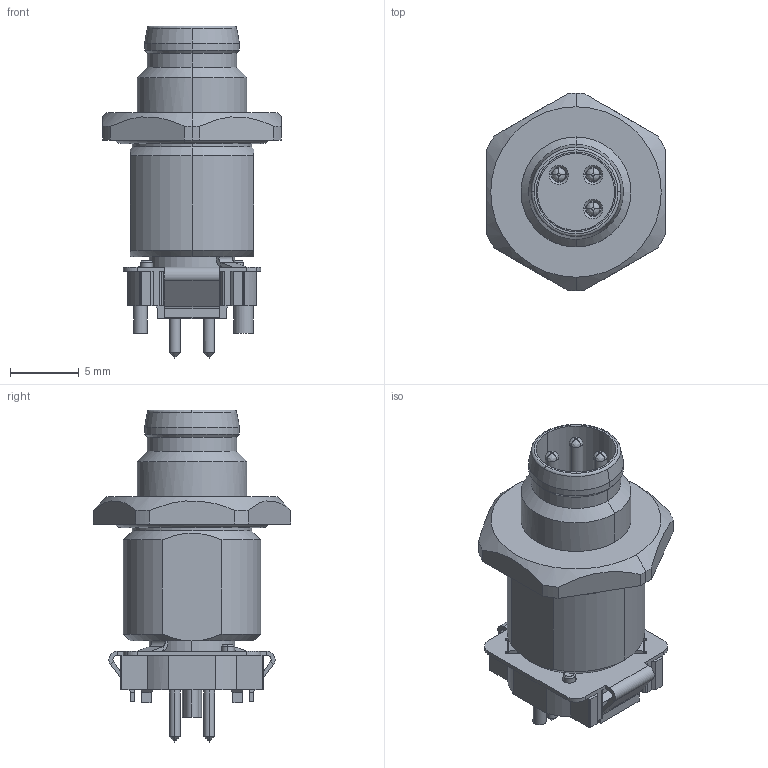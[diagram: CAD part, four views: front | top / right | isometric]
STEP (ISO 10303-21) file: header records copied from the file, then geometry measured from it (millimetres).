
FILE_DESCRIPTION(('CATIA V5R24 STEP','CAx-IF Rec.Pracs.--- Model Styling and Organization---1.2---2011-12-15'),'2;1');
FILE_NAME ('D1461845_0_2422950000_2422950000.stp','2017-05-16T08:25:46+00:00',('none'),('Weidmueller'),'CATIA Version 5-6 Release 2014 SP4 HF52','CATIA V5 STEP AP214','none');
FILE_SCHEMA(('AUTOMOTIVE_DESIGN { 1 0 10303 214 1 1 1 1 }'));
Length unit declared in the file: millimetre
Products named in the file (1): v5-standard_part
Bounding box: 13 x 14.4 x 24.15 mm (x, y, z)
Volume: 1290.2 mm3; surface area: 1517.6 mm2
Topology: 1 solids, 4 shells, 368 faces, 922 edges, 569 vertices
Faces by surface type: plane 172, cylinder 138, cone 38, bspline 12, torus 8
Entity records: 12115 total; most frequent: CARTESIAN_POINT 3313, ORIENTED_EDGE 1832, DIRECTION 1490, EDGE_CURVE 916, AXIS2_PLACEMENT_3D 602, VERTEX_POINT 569, VECTOR 532, LINE 532
